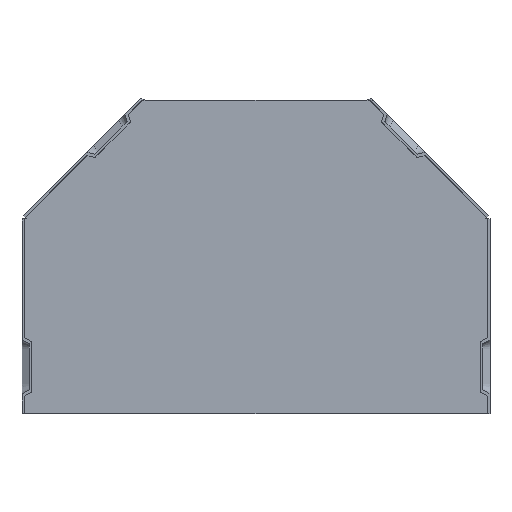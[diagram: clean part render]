
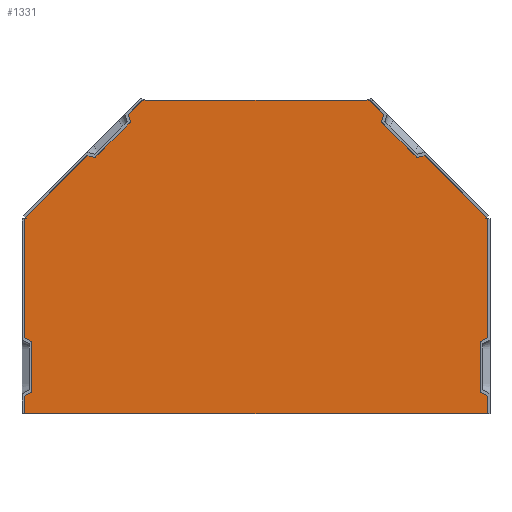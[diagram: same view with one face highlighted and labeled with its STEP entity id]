
A CAD part, front view. The second image highlights one B-rep face of the part: STEP entity #1331.
In plain terms, the highlighted planar face has unit normal (0, -1, 0).
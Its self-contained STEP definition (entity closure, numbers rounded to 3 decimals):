
#22=B_SPLINE_CURVE_WITH_KNOTS('',3,(#2184,#2185,#2186,#2187,#2188,#2189,
#2190,#2191),.UNSPECIFIED.,.F.,.F.,(4,2,2,4),(-0.452,-0.391,
-0.296,-0.228),.UNSPECIFIED.);
#23=B_SPLINE_CURVE_WITH_KNOTS('',3,(#2208,#2209,#2210,#2211,#2212,#2213,
#2214,#2215,#2216,#2217),.UNSPECIFIED.,.F.,.F.,(4,2,2,2,4),(0.05,
0.061,0.12,0.177,0.193),
 .UNSPECIFIED.);
#43=PLANE('',#1448);
#104=FACE_OUTER_BOUND('',#168,.T.);
#168=EDGE_LOOP('',(#1045,#1046,#1047,#1048,#1049,#1050,#1051,#1052,#1053,
#1054,#1055,#1056,#1057,#1058));
#237=LINE('',#1843,#385);
#274=LINE('',#1939,#422);
#284=LINE('',#1988,#432);
#313=LINE('',#2078,#461);
#344=LINE('',#2198,#492);
#345=LINE('',#2200,#493);
#346=LINE('',#2202,#494);
#347=LINE('',#2203,#495);
#348=LINE('',#2205,#496);
#349=LINE('',#2206,#497);
#350=LINE('',#2218,#498);
#351=LINE('',#2219,#499);
#385=VECTOR('',#1501,10.);
#422=VECTOR('',#1576,10.);
#432=VECTOR('',#1600,10.);
#461=VECTOR('',#1671,10.);
#492=VECTOR('',#1724,10.);
#493=VECTOR('',#1725,10.);
#494=VECTOR('',#1726,10.);
#495=VECTOR('',#1727,10.);
#496=VECTOR('',#1728,10.);
#497=VECTOR('',#1729,10.);
#498=VECTOR('',#1730,10.);
#499=VECTOR('',#1731,10.);
#536=VERTEX_POINT('',#1840);
#537=VERTEX_POINT('',#1842);
#576=VERTEX_POINT('',#1936);
#577=VERTEX_POINT('',#1938);
#590=VERTEX_POINT('',#1976);
#591=VERTEX_POINT('',#1987);
#622=VERTEX_POINT('',#2075);
#623=VERTEX_POINT('',#2077);
#643=VERTEX_POINT('',#2183);
#645=VERTEX_POINT('',#2197);
#646=VERTEX_POINT('',#2199);
#647=VERTEX_POINT('',#2201);
#648=VERTEX_POINT('',#2204);
#649=VERTEX_POINT('',#2207);
#663=EDGE_CURVE('',#537,#536,#237,.T.);
#710=EDGE_CURVE('',#577,#576,#274,.T.);
#726=EDGE_CURVE('',#591,#590,#284,.T.);
#766=EDGE_CURVE('',#623,#622,#313,.T.);
#800=EDGE_CURVE('',#643,#577,#22,.T.);
#804=EDGE_CURVE('',#645,#623,#344,.T.);
#805=EDGE_CURVE('',#646,#622,#345,.T.);
#806=EDGE_CURVE('',#647,#646,#346,.T.);
#807=EDGE_CURVE('',#647,#537,#347,.T.);
#808=EDGE_CURVE('',#648,#536,#348,.T.);
#809=EDGE_CURVE('',#648,#591,#349,.T.);
#810=EDGE_CURVE('',#649,#590,#23,.T.);
#811=EDGE_CURVE('',#643,#649,#350,.T.);
#812=EDGE_CURVE('',#645,#576,#351,.T.);
#1045=ORIENTED_EDGE('',*,*,#804,.T.);
#1046=ORIENTED_EDGE('',*,*,#766,.T.);
#1047=ORIENTED_EDGE('',*,*,#805,.F.);
#1048=ORIENTED_EDGE('',*,*,#806,.F.);
#1049=ORIENTED_EDGE('',*,*,#807,.T.);
#1050=ORIENTED_EDGE('',*,*,#663,.T.);
#1051=ORIENTED_EDGE('',*,*,#808,.F.);
#1052=ORIENTED_EDGE('',*,*,#809,.T.);
#1053=ORIENTED_EDGE('',*,*,#726,.T.);
#1054=ORIENTED_EDGE('',*,*,#810,.F.);
#1055=ORIENTED_EDGE('',*,*,#811,.F.);
#1056=ORIENTED_EDGE('',*,*,#800,.T.);
#1057=ORIENTED_EDGE('',*,*,#710,.T.);
#1058=ORIENTED_EDGE('',*,*,#812,.F.);
#1331=ADVANCED_FACE('',(#104),#43,.F.);
#1448=AXIS2_PLACEMENT_3D('',#2196,#1722,#1723);
#1501=DIRECTION('',(0.,0.,1.));
#1576=DIRECTION('',(-0.707,0.,-0.707));
#1600=DIRECTION('',(-0.707,0.,0.707));
#1671=DIRECTION('',(0.,0.,-1.));
#1722=DIRECTION('center_axis',(0.,1.,0.));
#1723=DIRECTION('ref_axis',(0.,0.,1.));
#1724=DIRECTION('',(-1.,0.,0.));
#1725=DIRECTION('',(-1.,0.,0.));
#1726=DIRECTION('',(-1.,0.,0.));
#1727=DIRECTION('',(1.,0.,0.));
#1728=DIRECTION('',(1.,0.,0.));
#1729=DIRECTION('',(0.707,0.,0.707));
#1730=DIRECTION('',(1.,0.,0.));
#1731=DIRECTION('',(-0.707,0.,0.707));
#1840=CARTESIAN_POINT('',(99.,-1.,-50.828));
#1842=CARTESIAN_POINT('',(99.,-1.,-134.));
#1843=CARTESIAN_POINT('',(99.,-1.,-83.777));
#1936=CARTESIAN_POINT('',(-98.707,-1.,-50.121));
#1938=CARTESIAN_POINT('',(-48.586,-1.,0.));
#1939=CARTESIAN_POINT('',(-67.718,-1.,-19.132));
#1976=CARTESIAN_POINT('',(48.586,-1.,0.));
#1987=CARTESIAN_POINT('',(98.707,-1.,-50.121));
#1988=CARTESIAN_POINT('',(67.718,-1.,-19.132));
#2075=CARTESIAN_POINT('',(-99.,-1.,-134.));
#2077=CARTESIAN_POINT('',(-99.,-1.,-50.828));
#2078=CARTESIAN_POINT('',(-99.,-1.,-83.777));
#2183=CARTESIAN_POINT('',(-47.172,-1.,0.));
#2184=CARTESIAN_POINT('Ctrl Pts',(-47.172,-1.,0.));
#2185=CARTESIAN_POINT('Ctrl Pts',(-47.301,-1.,-0.016));
#2186=CARTESIAN_POINT('Ctrl Pts',(-47.43,-1.,-0.031));
#2187=CARTESIAN_POINT('Ctrl Pts',(-47.761,-1.,-0.061));
#2188=CARTESIAN_POINT('Ctrl Pts',(-47.959,-1.,
-0.071));
#2189=CARTESIAN_POINT('Ctrl Pts',(-48.307,-1.,
-0.05));
#2190=CARTESIAN_POINT('Ctrl Pts',(-48.447,-1.,-0.031));
#2191=CARTESIAN_POINT('Ctrl Pts',(-48.586,-1.,0.));
#2196=CARTESIAN_POINT('Origin',(0.,-1.,-75.139));
#2197=CARTESIAN_POINT('',(-98.,-1.,-50.828));
#2198=CARTESIAN_POINT('',(-49.5,-1.,-50.828));
#2199=CARTESIAN_POINT('',(-98.,-1.,-134.));
#2200=CARTESIAN_POINT('',(49.5,-1.,-134.));
#2201=CARTESIAN_POINT('',(98.,-1.,-134.));
#2202=CARTESIAN_POINT('',(100.,-1.,-134.));
#2203=CARTESIAN_POINT('',(49.5,-1.,-134.));
#2204=CARTESIAN_POINT('',(98.,-1.,-50.828));
#2205=CARTESIAN_POINT('',(50.,-1.,-50.828));
#2206=CARTESIAN_POINT('',(67.776,-1.,-81.053));
#2207=CARTESIAN_POINT('',(47.172,-1.,0.));
#2208=CARTESIAN_POINT('Ctrl Pts',(47.172,-1.,0.));
#2209=CARTESIAN_POINT('Ctrl Pts',(47.21,-1.,-0.005));
#2210=CARTESIAN_POINT('Ctrl Pts',(47.248,-1.,-0.009));
#2211=CARTESIAN_POINT('Ctrl Pts',(47.483,-1.,-0.037));
#2212=CARTESIAN_POINT('Ctrl Pts',(47.677,-1.,-0.057));
#2213=CARTESIAN_POINT('Ctrl Pts',(48.064,-1.,-0.068));
#2214=CARTESIAN_POINT('Ctrl Pts',(48.247,-1.,-0.059));
#2215=CARTESIAN_POINT('Ctrl Pts',(48.485,-1.,-0.021));
#2216=CARTESIAN_POINT('Ctrl Pts',(48.536,-1.,-0.011));
#2217=CARTESIAN_POINT('Ctrl Pts',(48.586,-1.,0.));
#2218=CARTESIAN_POINT('',(-50.,-1.,0.));
#2219=CARTESIAN_POINT('',(-68.129,-1.,-80.699));
